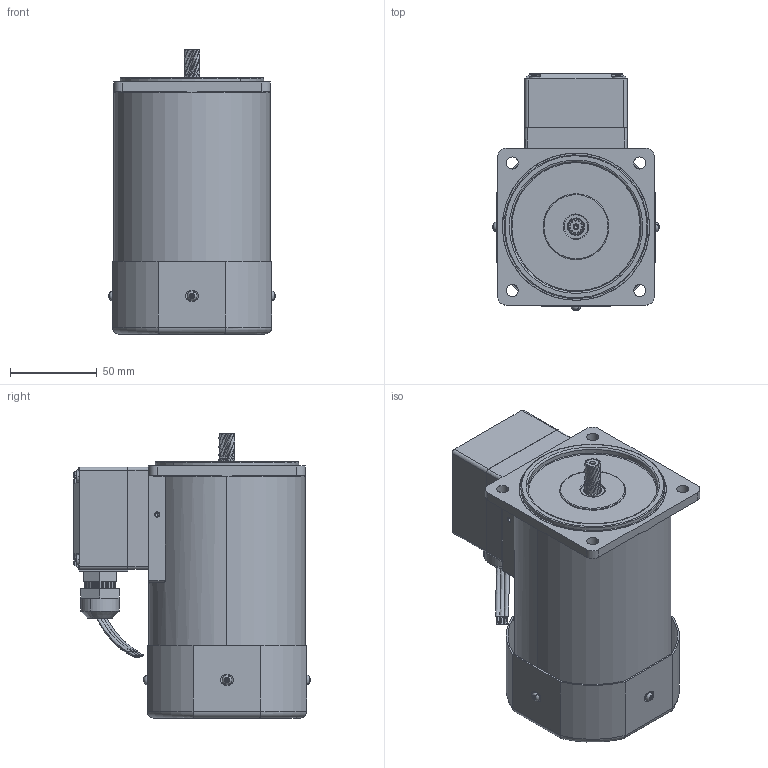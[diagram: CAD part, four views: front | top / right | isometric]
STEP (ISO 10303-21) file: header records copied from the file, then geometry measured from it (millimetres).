
FILE_DESCRIPTION (( 'STEP AP203' ), '1' );
FILE_NAME ('5TK40CGN-¡¼FP-5CB71¡¼6000Z0.STEP', '2018-04-23T04:23:18', ( '' ), ( '' ), 'SwSTEP 2.0', 'SolidWorks 2010', '' );
FILE_SCHEMA (( 'CONFIG_CONTROL_DESIGN' ));
Length unit declared in the file: millimetre
Products named in the file (13): 上蓋 C583-32; Ts下墊片; Ts上蓋; Ts下蓋; 5TK40CGN-〖FP-5CB71〖6000Z0; M590Ts-F; 風扇蓋FC-9042-21; 90GN_4.粗滾齒; 丸頭十字螺絲M3x6_B18.6.7M - M3 x 0.5 x 8 Type I Cross Recessed PHMS --8C; 成品180度; 出線頭 Ver.2; 圓頭十字螺絲 M3 x 40 --40N_JIS B 1111 Binding head screw M3 x 40 --40N; 出口線-5條TK-C
Assembly tree (18 placements, depth 3):
  5TK40CGN-〖FP-5CB71〖6000Z0
    丸頭十字螺絲M3x6_B18.6.7M - M3 x 0.5 x 8 Type I Cross Recessed PHMS --8C  x4
    90GN_4.粗滾齒
    M590Ts-F
    上蓋 C583-32
    出口線-5條TK-C
    風扇蓋FC-9042-21
    成品180度
      圓頭十字螺絲 M3 x 40 --40N_JIS B 1111 Binding head screw M3 x 40 --40N  x4
      Ts上蓋
      Ts下蓋
      Ts下墊片
      出線頭 Ver.2
Bounding box: 95.92 x 136.21 x 164 mm (x, y, z)
Volume: 1031281.4 mm3; surface area: 148971.5 mm2
Topology: 19 solids, 20 shells, 2785 faces, 7233 edges, 4537 vertices
Faces by surface type: cone 1348, cylinder 947, plane 343, torus 67, bspline 64, sphere 16
Entity records: 44358 total; most frequent: CARTESIAN_POINT 13642, DIRECTION 6499, ORIENTED_EDGE 5982, EDGE_CURVE 2991, AXIS2_PLACEMENT_3D 2633, VERTEX_POINT 1888, CIRCLE 1489, EDGE_LOOP 1307
